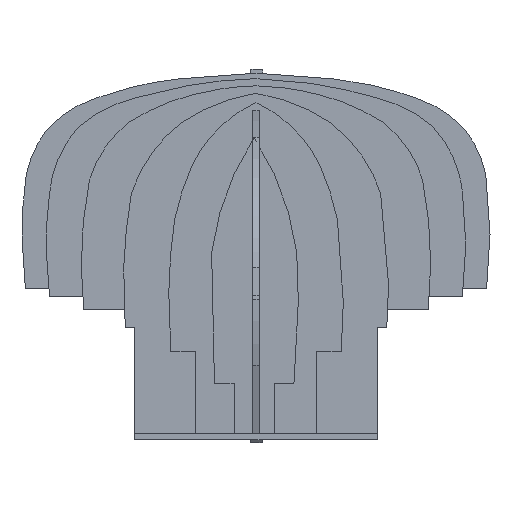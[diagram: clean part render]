
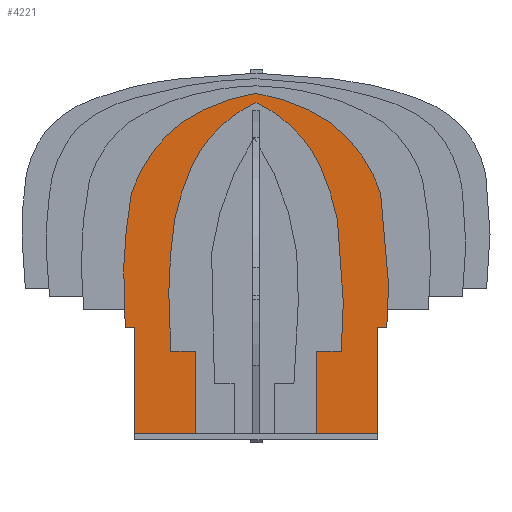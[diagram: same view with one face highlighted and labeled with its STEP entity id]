
A CAD part, left-side view. The second image highlights one B-rep face of the part: STEP entity #4221.
In plain terms, the highlighted free-form (B-spline) face has degree [1, 1] with [2, 2] control points.
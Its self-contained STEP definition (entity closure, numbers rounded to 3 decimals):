
#3937 = EDGE_CURVE('',#3938,#3940,#3942,.T.);
#3938 = VERTEX_POINT('',#3939);
#3939 = CARTESIAN_POINT('',(-2313.336,-502.487,
    622.483));
#3940 = VERTEX_POINT('',#3941);
#3941 = CARTESIAN_POINT('',(-2313.336,-514.451,
    484.046));
#3942 = ( BOUNDED_CURVE() B_SPLINE_CURVE(2,(#3943,#3944,#3945),
.UNSPECIFIED.,.F.,.F.) B_SPLINE_CURVE_WITH_KNOTS((3,3),(6.111,
6.283),.PIECEWISE_BEZIER_KNOTS.) CURVE() 
GEOMETRIC_REPRESENTATION_ITEM() RATIONAL_B_SPLINE_CURVE((1.,
0.996,1.)) REPRESENTATION_ITEM('') );
#3943 = CARTESIAN_POINT('',(-2313.336,-502.487,
    622.483));
#3944 = CARTESIAN_POINT('',(-2313.336,-514.451,
    553.782));
#3945 = CARTESIAN_POINT('',(-2313.336,-514.451,
    484.046));
#3987 = VERTEX_POINT('',#3988);
#3988 = CARTESIAN_POINT('',(-2313.336,-129.94,
    418.884));
#3993 = EDGE_CURVE('',#3987,#3994,#3996,.T.);
#3994 = VERTEX_POINT('',#3995);
#3995 = CARTESIAN_POINT('',(-2313.336,-115.499,
    418.884));
#3996 = B_SPLINE_CURVE_WITH_KNOTS('',1,(#3997,#3998),.UNSPECIFIED.,.F.,
  .F.,(2,2),(0.,15.328),.PIECEWISE_BEZIER_KNOTS.);
#3997 = CARTESIAN_POINT('',(-2313.336,-129.94,
    418.884));
#3998 = CARTESIAN_POINT('',(-2313.336,-115.499,
    418.884));
#4022 = EDGE_CURVE('',#3994,#4023,#4025,.T.);
#4023 = VERTEX_POINT('',#4024);
#4024 = CARTESIAN_POINT('',(-2313.336,-124.828,
    622.483));
#4025 = ( BOUNDED_CURVE() B_SPLINE_CURVE(2,(#4026,#4027,#4028),
.UNSPECIFIED.,.F.,.F.) B_SPLINE_CURVE_WITH_KNOTS((3,3),(3.061,
3.314),.PIECEWISE_BEZIER_KNOTS.) CURVE() 
GEOMETRIC_REPRESENTATION_ITEM() RATIONAL_B_SPLINE_CURVE((1.,
0.992,1.)) REPRESENTATION_ITEM('') );
#4026 = CARTESIAN_POINT('',(-2313.336,-115.499,
    418.884));
#4027 = CARTESIAN_POINT('',(-2313.336,-107.203,
    521.277));
#4028 = CARTESIAN_POINT('',(-2313.336,-124.828,
    622.483));
#4054 = EDGE_CURVE('',#4023,#4055,#4057,.T.);
#4055 = VERTEX_POINT('',#4056);
#4056 = CARTESIAN_POINT('',(-2313.336,-201.141,
    729.774));
#4057 = ( BOUNDED_CURVE() B_SPLINE_CURVE(2,(#4058,#4059,#4060),
.UNSPECIFIED.,.F.,.F.) B_SPLINE_CURVE_WITH_KNOTS((3,3),(3.453,
4.067),.PIECEWISE_BEZIER_KNOTS.) CURVE() 
GEOMETRIC_REPRESENTATION_ITEM() RATIONAL_B_SPLINE_CURVE((1.,
0.953,1.)) REPRESENTATION_ITEM('') );
#4058 = CARTESIAN_POINT('',(-2313.336,-124.828,
    622.483));
#4059 = CARTESIAN_POINT('',(-2313.336,-145.992,
    688.215));
#4060 = CARTESIAN_POINT('',(-2313.336,-201.141,
    729.774));
#4086 = EDGE_CURVE('',#4055,#4087,#4089,.T.);
#4087 = VERTEX_POINT('',#4088);
#4088 = CARTESIAN_POINT('',(-2313.336,-313.657,
    774.198));
#4089 = ( BOUNDED_CURVE() B_SPLINE_CURVE(2,(#4090,#4091,#4092),
.UNSPECIFIED.,.F.,.F.) B_SPLINE_CURVE_WITH_KNOTS((3,3),(4.125,
4.548),.PIECEWISE_BEZIER_KNOTS.) CURVE() 
GEOMETRIC_REPRESENTATION_ITEM() RATIONAL_B_SPLINE_CURVE((1.,
0.978,1.)) REPRESENTATION_ITEM('') );
#4090 = CARTESIAN_POINT('',(-2313.336,-201.141,
    729.774));
#4091 = CARTESIAN_POINT('',(-2313.336,-252.623,
    764.082));
#4092 = CARTESIAN_POINT('',(-2313.336,-313.657,
    774.198));
#4118 = EDGE_CURVE('',#4087,#4119,#4121,.T.);
#4119 = VERTEX_POINT('',#4120);
#4120 = CARTESIAN_POINT('',(-2313.336,-426.174,
    729.774));
#4121 = ( BOUNDED_CURVE() B_SPLINE_CURVE(2,(#4122,#4123,#4124),
.UNSPECIFIED.,.F.,.F.) B_SPLINE_CURVE_WITH_KNOTS((3,3),(4.877,
5.3),.PIECEWISE_BEZIER_KNOTS.) CURVE() 
GEOMETRIC_REPRESENTATION_ITEM() RATIONAL_B_SPLINE_CURVE((1.,
0.978,1.)) REPRESENTATION_ITEM('') );
#4122 = CARTESIAN_POINT('',(-2313.336,-313.657,
    774.198));
#4123 = CARTESIAN_POINT('',(-2313.336,-374.691,
    764.082));
#4124 = CARTESIAN_POINT('',(-2313.336,-426.174,
    729.774));
#4148 = EDGE_CURVE('',#4119,#3938,#4149,.T.);
#4149 = ( BOUNDED_CURVE() B_SPLINE_CURVE(2,(#4150,#4151,#4152),
.UNSPECIFIED.,.F.,.F.) B_SPLINE_CURVE_WITH_KNOTS((3,3),(5.358,
5.972),.PIECEWISE_BEZIER_KNOTS.) CURVE() 
GEOMETRIC_REPRESENTATION_ITEM() RATIONAL_B_SPLINE_CURVE((1.,
0.953,1.)) REPRESENTATION_ITEM('') );
#4150 = CARTESIAN_POINT('',(-2313.336,-426.174,
    729.774));
#4151 = CARTESIAN_POINT('',(-2313.336,-481.323,
    688.215));
#4152 = CARTESIAN_POINT('',(-2313.336,-502.487,
    622.483));
#4166 = EDGE_CURVE('',#3940,#4167,#4169,.T.);
#4167 = VERTEX_POINT('',#4168);
#4168 = CARTESIAN_POINT('',(-2313.336,-511.816,
    418.884));
#4169 = ( BOUNDED_CURVE() B_SPLINE_CURVE(2,(#4170,#4171,#4172),
.UNSPECIFIED.,.F.,.F.) B_SPLINE_CURVE_WITH_KNOTS((3,3),(0.,
0.081),.PIECEWISE_BEZIER_KNOTS.) CURVE() 
GEOMETRIC_REPRESENTATION_ITEM() RATIONAL_B_SPLINE_CURVE((1.,
0.999,1.)) REPRESENTATION_ITEM('') );
#4170 = CARTESIAN_POINT('',(-2313.336,-514.451,
    484.046));
#4171 = CARTESIAN_POINT('',(-2313.336,-514.451,
    451.412));
#4172 = CARTESIAN_POINT('',(-2313.336,-511.816,
    418.884));
#4205 = EDGE_CURVE('',#4167,#4206,#4208,.T.);
#4206 = VERTEX_POINT('',#4207);
#4207 = CARTESIAN_POINT('',(-2313.336,-497.375,
    418.884));
#4208 = B_SPLINE_CURVE_WITH_KNOTS('',1,(#4209,#4210),.UNSPECIFIED.,.F.,
  .F.,(2,2),(0.,15.328),.PIECEWISE_BEZIER_KNOTS.);
#4209 = CARTESIAN_POINT('',(-2313.336,-511.816,
    418.884));
#4210 = CARTESIAN_POINT('',(-2313.336,-497.375,
    418.884));
#4221 = ADVANCED_FACE('',(#4222),#4252,.F.);
#4222 = FACE_BOUND('',#4223,.T.);
#4223 = EDGE_LOOP('',(#4224,#4231,#4238,#4243,#4244,#4245,#4246,#4247,
    #4248,#4249,#4250,#4251));
#4224 = ORIENTED_EDGE('',*,*,#4225,.F.);
#4225 = EDGE_CURVE('',#4226,#3987,#4228,.T.);
#4226 = VERTEX_POINT('',#4227);
#4227 = CARTESIAN_POINT('',(-2313.336,-129.94,
    258.506));
#4228 = B_SPLINE_CURVE_WITH_KNOTS('',1,(#4229,#4230),.UNSPECIFIED.,.F.,
  .F.,(2,2),(0.,170.227),.PIECEWISE_BEZIER_KNOTS.);
#4229 = CARTESIAN_POINT('',(-2313.336,-129.94,
    258.506));
#4230 = CARTESIAN_POINT('',(-2313.336,-129.94,
    418.884));
#4231 = ORIENTED_EDGE('',*,*,#4232,.F.);
#4232 = EDGE_CURVE('',#4233,#4226,#4235,.T.);
#4233 = VERTEX_POINT('',#4234);
#4234 = CARTESIAN_POINT('',(-2313.336,-497.375,
    258.506));
#4235 = B_SPLINE_CURVE_WITH_KNOTS('',1,(#4236,#4237),.UNSPECIFIED.,.F.,
  .F.,(2,2),(0.,390.),.PIECEWISE_BEZIER_KNOTS.);
#4236 = CARTESIAN_POINT('',(-2313.336,-497.375,
    258.506));
#4237 = CARTESIAN_POINT('',(-2313.336,-129.94,
    258.506));
#4238 = ORIENTED_EDGE('',*,*,#4239,.F.);
#4239 = EDGE_CURVE('',#4206,#4233,#4240,.T.);
#4240 = B_SPLINE_CURVE_WITH_KNOTS('',1,(#4241,#4242),.UNSPECIFIED.,.F.,
  .F.,(2,2),(0.,170.227),.PIECEWISE_BEZIER_KNOTS.);
#4241 = CARTESIAN_POINT('',(-2313.336,-497.375,
    418.884));
#4242 = CARTESIAN_POINT('',(-2313.336,-497.375,
    258.506));
#4243 = ORIENTED_EDGE('',*,*,#4205,.F.);
#4244 = ORIENTED_EDGE('',*,*,#4166,.F.);
#4245 = ORIENTED_EDGE('',*,*,#3937,.F.);
#4246 = ORIENTED_EDGE('',*,*,#4148,.F.);
#4247 = ORIENTED_EDGE('',*,*,#4118,.F.);
#4248 = ORIENTED_EDGE('',*,*,#4086,.F.);
#4249 = ORIENTED_EDGE('',*,*,#4054,.F.);
#4250 = ORIENTED_EDGE('',*,*,#4022,.F.);
#4251 = ORIENTED_EDGE('',*,*,#3993,.F.);
#4252 = B_SPLINE_SURFACE_WITH_KNOTS('',1,1,(
    (#4253,#4254)
    ,(#4255,#4256
    )),.UNSPECIFIED.,.F.,.F.,.F.,(2,2),(2,2),(-856.448,
    -430.198),(-307.972,239.391),
  .PIECEWISE_BEZIER_KNOTS.);
#4253 = CARTESIAN_POINT('',(-2313.336,-112.864,
    774.198));
#4254 = CARTESIAN_POINT('',(-2313.336,-112.864,
    258.506));
#4255 = CARTESIAN_POINT('',(-2313.336,-514.451,
    774.198));
#4256 = CARTESIAN_POINT('',(-2313.336,-514.451,
    258.506));
